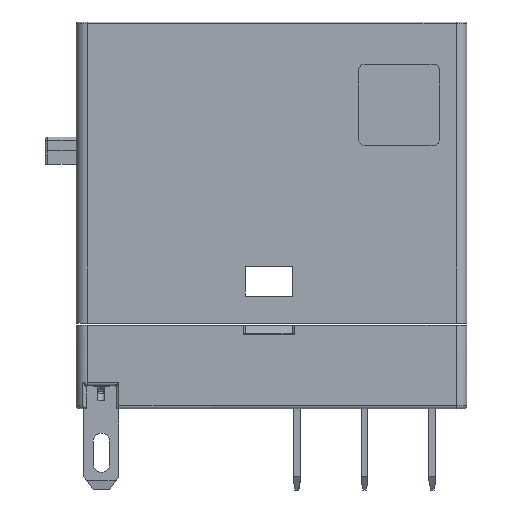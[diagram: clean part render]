
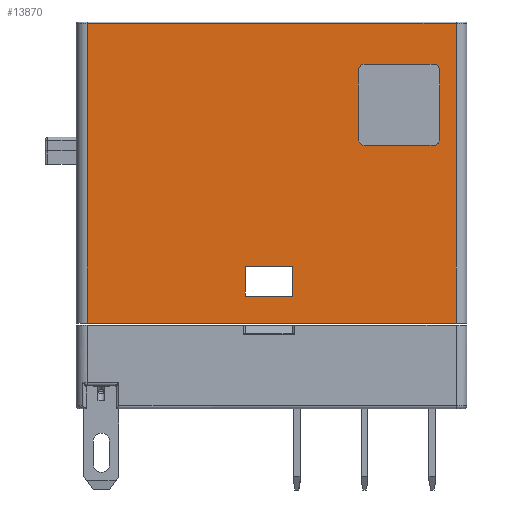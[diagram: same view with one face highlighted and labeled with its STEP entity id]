
A CAD part, front view. The second image highlights one B-rep face of the part: STEP entity #13870.
In plain terms, the highlighted planar face has unit normal (0, -1, 0).
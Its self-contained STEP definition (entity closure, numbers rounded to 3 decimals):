
#519 = CARTESIAN_POINT ( 'NONE',  ( 12.45, 0., 10.45 ) ) ;
#1007 = VECTOR ( 'NONE', #10247, 1000. ) ;
#1484 = EDGE_LOOP ( 'NONE', ( #2013, #16806, #29143, #27659 ) ) ;
#1615 = ORIENTED_EDGE ( 'NONE', *, *, #3027, .F. ) ;
#1637 = ORIENTED_EDGE ( 'NONE', *, *, #20619, .F. ) ;
#2013 = ORIENTED_EDGE ( 'NONE', *, *, #21304, .T. ) ;
#3027 = EDGE_CURVE ( 'NONE', #16296, #46644, #19420, .T. ) ;
#3315 = VECTOR ( 'NONE', #41483, 1000. ) ;
#5036 = CIRCLE ( 'NONE', #40813, 0.5 ) ;
#5265 = DIRECTION ( 'NONE',  ( 0., -1., 0. ) ) ;
#5595 = AXIS2_PLACEMENT_3D ( 'NONE', #41340, #8001, #23274 ) ;
#5860 = CARTESIAN_POINT ( 'NONE',  ( 26.8, 0., 24.9 ) ) ;
#6382 = CARTESIAN_POINT ( 'NONE',  ( 15.95, 0., 8.3 ) ) ;
#6854 = LINE ( 'NONE', #32126, #34458 ) ;
#7461 = DIRECTION ( 'NONE',  ( 0., 0., -1. ) ) ;
#7587 = ORIENTED_EDGE ( 'NONE', *, *, #21229, .F. ) ;
#7804 = VECTOR ( 'NONE', #40693, 1000. ) ;
#8001 = DIRECTION ( 'NONE',  ( 0., 1., 0. ) ) ;
#8263 = VERTEX_POINT ( 'NONE', #5860 ) ;
#9045 = LINE ( 'NONE', #42398, #27447 ) ;
#9446 = LINE ( 'NONE', #38762, #32470 ) ;
#9946 = CARTESIAN_POINT ( 'NONE',  ( 12.45, 0., 8.3 ) ) ;
#10247 = DIRECTION ( 'NONE',  ( -1., 0., 0. ) ) ;
#10400 = EDGE_CURVE ( 'NONE', #34281, #30918, #14289, .T. ) ;
#10671 = CARTESIAN_POINT ( 'NONE',  ( 28.8, 0., 8.3 ) ) ;
#11447 = CARTESIAN_POINT ( 'NONE',  ( 21.3, 0., 19.9 ) ) ;
#11990 = VERTEX_POINT ( 'NONE', #45496 ) ;
#11995 = LINE ( 'NONE', #16512, #33747 ) ;
#12096 = LINE ( 'NONE', #26433, #7804 ) ;
#13036 = VECTOR ( 'NONE', #45915, 1000. ) ;
#13720 = VERTEX_POINT ( 'NONE', #21866 ) ;
#13870 = ADVANCED_FACE ( 'NONE', ( #22790, #44906, #15131 ), #26828, .F. ) ;
#14289 = LINE ( 'NONE', #28851, #1007 ) ;
#14493 = ORIENTED_EDGE ( 'NONE', *, *, #42391, .T. ) ;
#14606 = CARTESIAN_POINT ( 'NONE',  ( 15.95, 0., 10.45 ) ) ;
#14704 = VECTOR ( 'NONE', #15550, 1000. ) ;
#15032 = DIRECTION ( 'NONE',  ( 0., -1., 0. ) ) ;
#15037 = VECTOR ( 'NONE', #23711, 1000. ) ;
#15131 = FACE_OUTER_BOUND ( 'NONE', #22041, .T. ) ;
#15550 = DIRECTION ( 'NONE',  ( 0., 0., -1. ) ) ;
#16296 = VERTEX_POINT ( 'NONE', #24811 ) ;
#16512 = CARTESIAN_POINT ( 'NONE',  ( 28.8, 0., 6.3 ) ) ;
#16642 = ORIENTED_EDGE ( 'NONE', *, *, #22356, .F. ) ;
#16705 = VERTEX_POINT ( 'NONE', #6382 ) ;
#16806 = ORIENTED_EDGE ( 'NONE', *, *, #46562, .T. ) ;
#16997 = CARTESIAN_POINT ( 'NONE',  ( 26.3, 0., 25.4 ) ) ;
#17444 = VECTOR ( 'NONE', #7461, 1000. ) ;
#17679 = VERTEX_POINT ( 'NONE', #519 ) ;
#17804 = VERTEX_POINT ( 'NONE', #36990 ) ;
#17877 = VERTEX_POINT ( 'NONE', #28144 ) ;
#18302 = CARTESIAN_POINT ( 'NONE',  ( 21.3, 0., 24.9 ) ) ;
#18865 = DIRECTION ( 'NONE',  ( 1., 0., 0. ) ) ;
#19420 = CIRCLE ( 'NONE', #46025, 0.5 ) ;
#19719 = DIRECTION ( 'NONE',  ( 0., 0., 1. ) ) ;
#20503 = ORIENTED_EDGE ( 'NONE', *, *, #41474, .T. ) ;
#20619 = EDGE_CURVE ( 'NONE', #17877, #17804, #40111, .T. ) ;
#20882 = ORIENTED_EDGE ( 'NONE', *, *, #36848, .F. ) ;
#21229 = EDGE_CURVE ( 'NONE', #13720, #16296, #9045, .T. ) ;
#21304 = EDGE_CURVE ( 'NONE', #16705, #37299, #43327, .T. ) ;
#21846 = CARTESIAN_POINT ( 'NONE',  ( 26.8, 0., 19.9 ) ) ;
#21866 = CARTESIAN_POINT ( 'NONE',  ( 21.3, 0., 19.4 ) ) ;
#21905 = ORIENTED_EDGE ( 'NONE', *, *, #10400, .T. ) ;
#22041 = EDGE_LOOP ( 'NONE', ( #20503, #21905, #14493, #39523 ) ) ;
#22356 = EDGE_CURVE ( 'NONE', #46644, #8263, #42118, .T. ) ;
#22790 = FACE_BOUND ( 'NONE', #46194, .T. ) ;
#23274 = DIRECTION ( 'NONE',  ( 1., 0., 0. ) ) ;
#23711 = DIRECTION ( 'NONE',  ( -1., 0., 0. ) ) ;
#23822 = VERTEX_POINT ( 'NONE', #35164 ) ;
#24349 = CARTESIAN_POINT ( 'NONE',  ( 0.8, 0., 6.3 ) ) ;
#24811 = CARTESIAN_POINT ( 'NONE',  ( 26.3, 0., 19.4 ) ) ;
#26433 = CARTESIAN_POINT ( 'NONE',  ( 28., 0., 6.3 ) ) ;
#26503 = LINE ( 'NONE', #45028, #3315 ) ;
#26828 = PLANE ( 'NONE',  #5595 ) ;
#26946 = DIRECTION ( 'NONE',  ( 1., 0., 0. ) ) ;
#27447 = VECTOR ( 'NONE', #26946, 1000. ) ;
#27659 = ORIENTED_EDGE ( 'NONE', *, *, #44016, .T. ) ;
#27663 = CARTESIAN_POINT ( 'NONE',  ( 26.3, 0., 19.9 ) ) ;
#27911 = DIRECTION ( 'NONE',  ( 1., 0., 0. ) ) ;
#28104 = DIRECTION ( 'NONE',  ( -1., 0., 0. ) ) ;
#28144 = CARTESIAN_POINT ( 'NONE',  ( 20.8, 0., 24.9 ) ) ;
#28851 = CARTESIAN_POINT ( 'NONE',  ( 0.8, 0., 28.4 ) ) ;
#28939 = VERTEX_POINT ( 'NONE', #14606 ) ;
#29143 = ORIENTED_EDGE ( 'NONE', *, *, #34048, .T. ) ;
#29230 = ORIENTED_EDGE ( 'NONE', *, *, #40187, .F. ) ;
#29717 = VECTOR ( 'NONE', #28104, 1000. ) ;
#30209 = EDGE_CURVE ( 'NONE', #8263, #23822, #33548, .T. ) ;
#30872 = LINE ( 'NONE', #16997, #15037 ) ;
#30918 = VERTEX_POINT ( 'NONE', #42001 ) ;
#31419 = CARTESIAN_POINT ( 'NONE',  ( 26.8, 0., 19.9 ) ) ;
#32126 = CARTESIAN_POINT ( 'NONE',  ( 28.8, 0., 10.45 ) ) ;
#32470 = VECTOR ( 'NONE', #19719, 1000. ) ;
#32857 = DIRECTION ( 'NONE',  ( 1., 0., 0. ) ) ;
#33548 = CIRCLE ( 'NONE', #37343, 0.5 ) ;
#33747 = VECTOR ( 'NONE', #45561, 1000. ) ;
#34048 = EDGE_CURVE ( 'NONE', #17679, #28939, #6854, .T. ) ;
#34281 = VERTEX_POINT ( 'NONE', #37829 ) ;
#34337 = CARTESIAN_POINT ( 'NONE',  ( 26.3, 0., 24.9 ) ) ;
#34458 = VECTOR ( 'NONE', #39503, 1000. ) ;
#35164 = CARTESIAN_POINT ( 'NONE',  ( 26.3, 0., 25.4 ) ) ;
#35230 = VERTEX_POINT ( 'NONE', #24349 ) ;
#36011 = CIRCLE ( 'NONE', #45895, 0.5 ) ;
#36634 = DIRECTION ( 'NONE',  ( 0., -1., 0. ) ) ;
#36848 = EDGE_CURVE ( 'NONE', #37990, #17877, #5036, .T. ) ;
#36990 = CARTESIAN_POINT ( 'NONE',  ( 20.8, 0., 19.9 ) ) ;
#37299 = VERTEX_POINT ( 'NONE', #9946 ) ;
#37343 = AXIS2_PLACEMENT_3D ( 'NONE', #34337, #5265, #42188 ) ;
#37735 = LINE ( 'NONE', #44854, #14704 ) ;
#37829 = CARTESIAN_POINT ( 'NONE',  ( 28., 0., 28.4 ) ) ;
#37990 = VERTEX_POINT ( 'NONE', #45996 ) ;
#38762 = CARTESIAN_POINT ( 'NONE',  ( 12.45, 0., 6.3 ) ) ;
#39503 = DIRECTION ( 'NONE',  ( 1., 0., 0. ) ) ;
#39523 = ORIENTED_EDGE ( 'NONE', *, *, #42460, .F. ) ;
#39626 = CARTESIAN_POINT ( 'NONE',  ( 20.8, 0., 24.9 ) ) ;
#40111 = LINE ( 'NONE', #39626, #17444 ) ;
#40187 = EDGE_CURVE ( 'NONE', #23822, #37990, #30872, .T. ) ;
#40693 = DIRECTION ( 'NONE',  ( 0., 0., 1. ) ) ;
#40813 = AXIS2_PLACEMENT_3D ( 'NONE', #18302, #36634, #32857 ) ;
#41340 = CARTESIAN_POINT ( 'NONE',  ( 28.8, 0., 6.3 ) ) ;
#41474 = EDGE_CURVE ( 'NONE', #11990, #34281, #12096, .T. ) ;
#41483 = DIRECTION ( 'NONE',  ( 0., 0., -1. ) ) ;
#42001 = CARTESIAN_POINT ( 'NONE',  ( 0.8, 0., 28.4 ) ) ;
#42118 = LINE ( 'NONE', #31419, #13036 ) ;
#42188 = DIRECTION ( 'NONE',  ( 1., 0., 0. ) ) ;
#42391 = EDGE_CURVE ( 'NONE', #30918, #35230, #37735, .T. ) ;
#42398 = CARTESIAN_POINT ( 'NONE',  ( 21.3, 0., 19.4 ) ) ;
#42460 = EDGE_CURVE ( 'NONE', #11990, #35230, #11995, .T. ) ;
#42867 = DIRECTION ( 'NONE',  ( 0., -1., 0. ) ) ;
#43144 = ORIENTED_EDGE ( 'NONE', *, *, #30209, .F. ) ;
#43327 = LINE ( 'NONE', #10671, #29717 ) ;
#43894 = EDGE_CURVE ( 'NONE', #17804, #13720, #36011, .T. ) ;
#44016 = EDGE_CURVE ( 'NONE', #28939, #16705, #26503, .T. ) ;
#44854 = CARTESIAN_POINT ( 'NONE',  ( 0.8, 0., 6.3 ) ) ;
#44906 = FACE_BOUND ( 'NONE', #1484, .T. ) ;
#45028 = CARTESIAN_POINT ( 'NONE',  ( 15.95, 0., 6.3 ) ) ;
#45496 = CARTESIAN_POINT ( 'NONE',  ( 28., 0., 6.3 ) ) ;
#45561 = DIRECTION ( 'NONE',  ( -1., 0., 0. ) ) ;
#45895 = AXIS2_PLACEMENT_3D ( 'NONE', #11447, #15032, #18865 ) ;
#45915 = DIRECTION ( 'NONE',  ( 0., 0., 1. ) ) ;
#45996 = CARTESIAN_POINT ( 'NONE',  ( 21.3, 0., 25.4 ) ) ;
#46025 = AXIS2_PLACEMENT_3D ( 'NONE', #27663, #42867, #27911 ) ;
#46194 = EDGE_LOOP ( 'NONE', ( #1637, #20882, #29230, #43144, #16642, #1615, #7587, #46926 ) ) ;
#46562 = EDGE_CURVE ( 'NONE', #37299, #17679, #9446, .T. ) ;
#46644 = VERTEX_POINT ( 'NONE', #21846 ) ;
#46926 = ORIENTED_EDGE ( 'NONE', *, *, #43894, .F. ) ;
